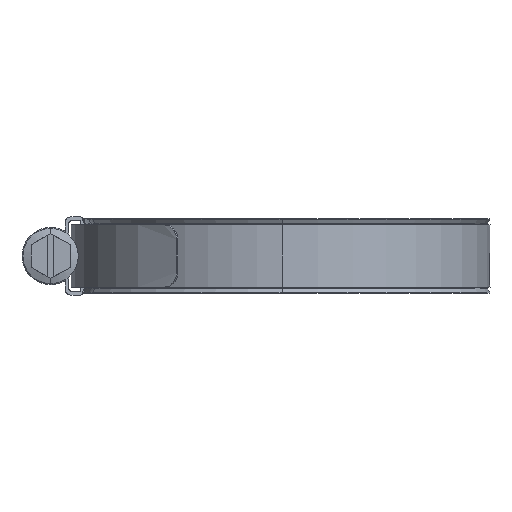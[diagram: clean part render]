
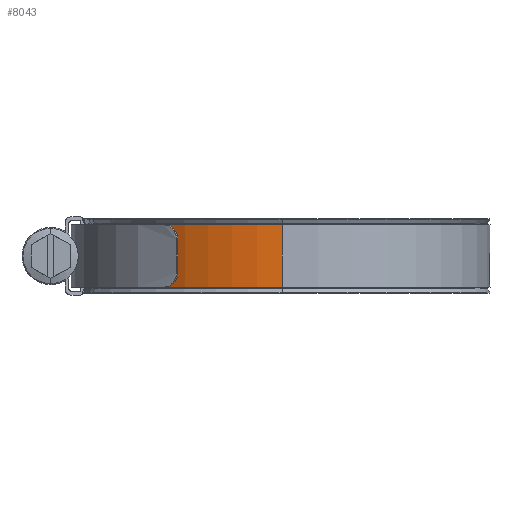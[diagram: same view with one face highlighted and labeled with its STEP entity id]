
A CAD part, left-side view. The second image highlights one B-rep face of the part: STEP entity #8043.
In plain terms, the highlighted cylindrical face has radius 42.53 mm (diameter 85.06 mm), a partial arc.
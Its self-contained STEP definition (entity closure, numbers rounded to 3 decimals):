
#407 = AXIS2_PLACEMENT_3D ( 'NONE', #8958, #452, #10143 ) ;
#452 = DIRECTION ( 'NONE',  ( 0., 0., 1. ) ) ;
#698 = ORIENTED_EDGE ( 'NONE', *, *, #5753, .F. ) ;
#735 = VERTEX_POINT ( 'NONE', #11103 ) ;
#994 = EDGE_CURVE ( 'NONE', #1034, #735, #2617, .T. ) ;
#1034 = VERTEX_POINT ( 'NONE', #12011 ) ;
#1553 = VECTOR ( 'NONE', #12876, 1000. ) ;
#1633 = LINE ( 'NONE', #13412, #5259 ) ;
#2151 = CARTESIAN_POINT ( 'NONE',  ( 0., 42.53, -6.35 ) ) ;
#2617 = CIRCLE ( 'NONE', #407, 42.53 ) ;
#2624 = CIRCLE ( 'NONE', #4623, 42.53 ) ;
#2880 = EDGE_LOOP ( 'NONE', ( #698, #12124, #5460, #3009 ) ) ;
#2968 = CYLINDRICAL_SURFACE ( 'NONE', #10834, 42.53 ) ;
#3009 = ORIENTED_EDGE ( 'NONE', *, *, #10521, .T. ) ;
#3590 = VERTEX_POINT ( 'NONE', #2151 ) ;
#3930 = EDGE_CURVE ( 'NONE', #1034, #3590, #4214, .T. ) ;
#4214 = LINE ( 'NONE', #9679, #1553 ) ;
#4623 = AXIS2_PLACEMENT_3D ( 'NONE', #9280, #9362, #13528 ) ;
#5127 = DIRECTION ( 'NONE',  ( 0., 0., -1. ) ) ;
#5259 = VECTOR ( 'NONE', #9093, 1000. ) ;
#5460 = ORIENTED_EDGE ( 'NONE', *, *, #3930, .T. ) ;
#5753 = EDGE_CURVE ( 'NONE', #735, #13448, #1633, .T. ) ;
#7236 = CARTESIAN_POINT ( 'NONE',  ( 0., 0., 6.35 ) ) ;
#8043 = ADVANCED_FACE ( 'NONE', ( #10458 ), #2968, .T. ) ;
#8091 = DIRECTION ( 'NONE',  ( -1., 0., 0. ) ) ;
#8958 = CARTESIAN_POINT ( 'NONE',  ( 0., 0., 6.35 ) ) ;
#9093 = DIRECTION ( 'NONE',  ( 0., 0., -1. ) ) ;
#9280 = CARTESIAN_POINT ( 'NONE',  ( 0., 0., -6.35 ) ) ;
#9362 = DIRECTION ( 'NONE',  ( 0., 0., 1. ) ) ;
#9679 = CARTESIAN_POINT ( 'NONE',  ( 0., 42.53, 6.35 ) ) ;
#10143 = DIRECTION ( 'NONE',  ( 1., 0., 0. ) ) ;
#10400 = CARTESIAN_POINT ( 'NONE',  ( -42.53, 0., -6.35 ) ) ;
#10458 = FACE_OUTER_BOUND ( 'NONE', #2880, .T. ) ;
#10521 = EDGE_CURVE ( 'NONE', #3590, #13448, #2624, .T. ) ;
#10834 = AXIS2_PLACEMENT_3D ( 'NONE', #7236, #5127, #8091 ) ;
#11103 = CARTESIAN_POINT ( 'NONE',  ( -42.53, 0., 6.35 ) ) ;
#12011 = CARTESIAN_POINT ( 'NONE',  ( 0., 42.53, 6.35 ) ) ;
#12124 = ORIENTED_EDGE ( 'NONE', *, *, #994, .F. ) ;
#12876 = DIRECTION ( 'NONE',  ( 0., 0., -1. ) ) ;
#13412 = CARTESIAN_POINT ( 'NONE',  ( -42.53, 0., 6.35 ) ) ;
#13448 = VERTEX_POINT ( 'NONE', #10400 ) ;
#13528 = DIRECTION ( 'NONE',  ( 1., 0., 0. ) ) ;
